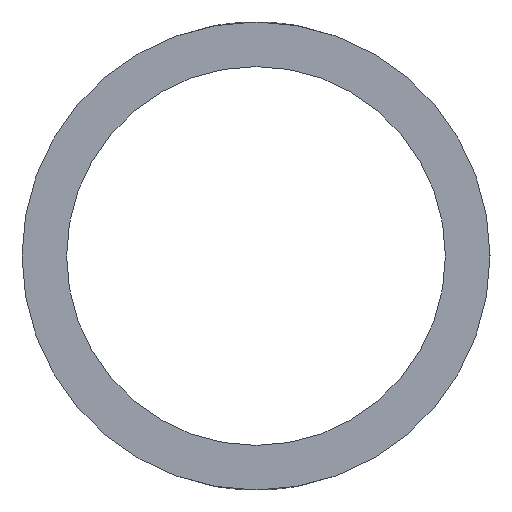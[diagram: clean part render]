
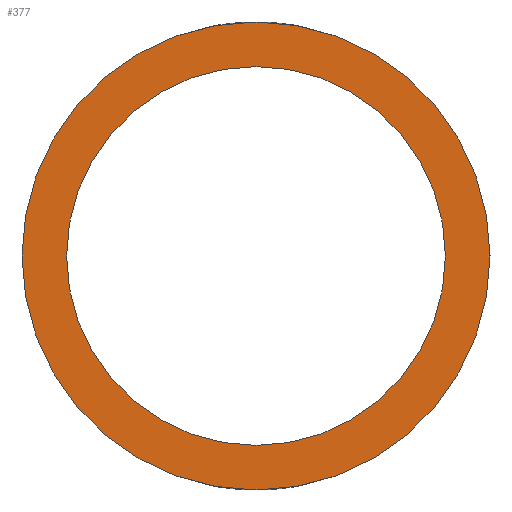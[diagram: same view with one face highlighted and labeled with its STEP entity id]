
A CAD part, left-side view. The second image highlights one B-rep face of the part: STEP entity #377.
In plain terms, the highlighted planar face has unit normal (-1, 0, 0).
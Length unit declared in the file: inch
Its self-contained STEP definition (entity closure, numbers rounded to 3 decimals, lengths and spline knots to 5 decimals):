
#24 = DIRECTION ( 'NONE',  ( 0., 0., -1. ) ) ;
#32 = VERTEX_POINT ( 'NONE', #359 ) ;
#35 = ORIENTED_EDGE ( 'NONE', *, *, #318, .F. ) ;
#58 = CARTESIAN_POINT ( 'NONE',  ( -23.9375, 0., -0.425 ) ) ;
#67 = CARTESIAN_POINT ( 'NONE',  ( -23.9375, 0., 0. ) ) ;
#81 = AXIS2_PLACEMENT_3D ( 'NONE', #401, #577, #169 ) ;
#104 = CARTESIAN_POINT ( 'NONE',  ( -23.9375, 0., 0. ) ) ;
#133 = EDGE_LOOP ( 'NONE', ( #283, #542 ) ) ;
#155 = FACE_OUTER_BOUND ( 'NONE', #174, .T. ) ;
#162 = CIRCLE ( 'NONE', #375, 0.525 ) ;
#169 = DIRECTION ( 'NONE',  ( 0., 0., -1. ) ) ;
#174 = EDGE_LOOP ( 'NONE', ( #35, #178 ) ) ;
#178 = ORIENTED_EDGE ( 'NONE', *, *, #326, .F. ) ;
#213 = CARTESIAN_POINT ( 'NONE',  ( -23.9375, 0., 0. ) ) ;
#238 = VERTEX_POINT ( 'NONE', #420 ) ;
#250 = EDGE_CURVE ( 'NONE', #472, #271, #257, .T. ) ;
#253 = CARTESIAN_POINT ( 'NONE',  ( -23.9375, 0., 0.425 ) ) ;
#255 = CARTESIAN_POINT ( 'NONE',  ( -23.9375, 0., 0. ) ) ;
#257 = CIRCLE ( 'NONE', #510, 0.425 ) ;
#271 = VERTEX_POINT ( 'NONE', #253 ) ;
#283 = ORIENTED_EDGE ( 'NONE', *, *, #492, .T. ) ;
#297 = DIRECTION ( 'NONE',  ( 1., 0., 0. ) ) ;
#318 = EDGE_CURVE ( 'NONE', #32, #238, #487, .T. ) ;
#326 = EDGE_CURVE ( 'NONE', #238, #32, #162, .T. ) ;
#335 = AXIS2_PLACEMENT_3D ( 'NONE', #255, #447, #24 ) ;
#340 = FACE_BOUND ( 'NONE', #133, .T. ) ;
#351 = DIRECTION ( 'NONE',  ( 1., 0., 0. ) ) ;
#359 = CARTESIAN_POINT ( 'NONE',  ( -23.9375, 0., 0.525 ) ) ;
#375 = AXIS2_PLACEMENT_3D ( 'NONE', #213, #402, #579 ) ;
#377 = ADVANCED_FACE ( 'NONE', ( #155, #340 ), #518, .F. ) ;
#386 = CIRCLE ( 'NONE', #81, 0.425 ) ;
#401 = CARTESIAN_POINT ( 'NONE',  ( -23.9375, 0., 0. ) ) ;
#402 = DIRECTION ( 'NONE',  ( 1., 0., 0. ) ) ;
#420 = CARTESIAN_POINT ( 'NONE',  ( -23.9375, 0., -0.525 ) ) ;
#447 = DIRECTION ( 'NONE',  ( 1., 0., 0. ) ) ;
#472 = VERTEX_POINT ( 'NONE', #58 ) ;
#475 = DIRECTION ( 'NONE',  ( 0., 0., -1. ) ) ;
#487 = CIRCLE ( 'NONE', #335, 0.525 ) ;
#492 = EDGE_CURVE ( 'NONE', #271, #472, #386, .T. ) ;
#510 = AXIS2_PLACEMENT_3D ( 'NONE', #67, #351, #575 ) ;
#518 = PLANE ( 'NONE',  #544 ) ;
#542 = ORIENTED_EDGE ( 'NONE', *, *, #250, .T. ) ;
#544 = AXIS2_PLACEMENT_3D ( 'NONE', #104, #297, #475 ) ;
#575 = DIRECTION ( 'NONE',  ( 0., 0., -1. ) ) ;
#577 = DIRECTION ( 'NONE',  ( 1., 0., 0. ) ) ;
#579 = DIRECTION ( 'NONE',  ( 0., 0., -1. ) ) ;
